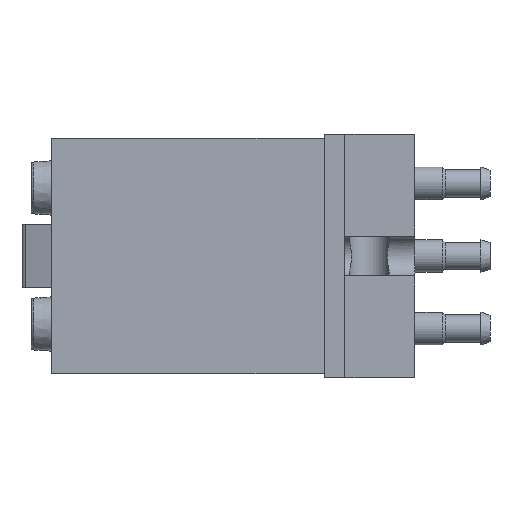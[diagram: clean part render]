
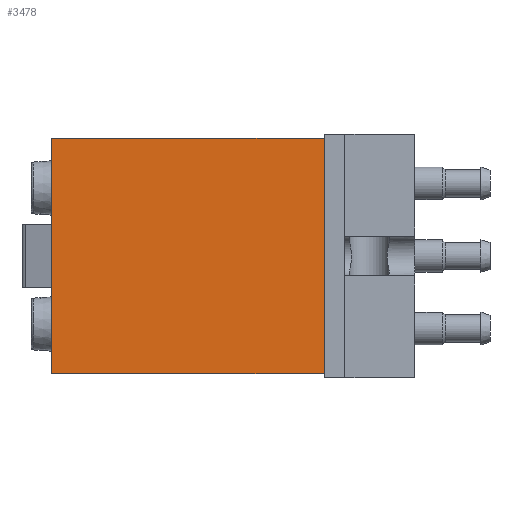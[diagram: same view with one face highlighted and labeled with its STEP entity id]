
A CAD part, left-side view. The second image highlights one B-rep face of the part: STEP entity #3478.
In plain terms, the highlighted planar face has unit normal (-1, 0, 0).
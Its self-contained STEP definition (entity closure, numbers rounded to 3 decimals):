
#192=LINE('',#5116,#370);
#193=LINE('',#5118,#371);
#194=LINE('',#5120,#372);
#195=LINE('',#5122,#373);
#370=VECTOR('',#4093,1000.);
#371=VECTOR('',#4096,1000.);
#372=VECTOR('',#4097,1000.);
#373=VECTOR('',#4098,1000.);
#653=ORIENTED_EDGE('',*,*,#1250,.F.);
#654=ORIENTED_EDGE('',*,*,#1249,.T.);
#655=ORIENTED_EDGE('',*,*,#1251,.F.);
#656=ORIENTED_EDGE('',*,*,#1252,.F.);
#1249=EDGE_CURVE('',#1543,#1544,#192,.T.);
#1250=EDGE_CURVE('',#1543,#1545,#193,.T.);
#1251=EDGE_CURVE('',#1546,#1544,#194,.T.);
#1252=EDGE_CURVE('',#1545,#1546,#195,.T.);
#1543=VERTEX_POINT('',#5113);
#1544=VERTEX_POINT('',#5115);
#1545=VERTEX_POINT('',#5119);
#1546=VERTEX_POINT('',#5121);
#1830=EDGE_LOOP('',(#653,#654,#655,#656));
#2084=FACE_BOUND('',#1830,.T.);
#2300=PLANE('',#3678);
#3478=ADVANCED_FACE('',(#2084),#2300,.F.);
#3678=AXIS2_PLACEMENT_3D('',#5117,#4094,#4095);
#4093=DIRECTION('',(0.,0.,-1.));
#4094=DIRECTION('',(1.,0.,0.));
#4095=DIRECTION('',(0.,0.,-1.));
#4096=DIRECTION('',(0.,-1.,0.));
#4097=DIRECTION('',(0.,1.,0.));
#4098=DIRECTION('',(0.,0.,-1.));
#5113=CARTESIAN_POINT('',(-24.2,40.,13.));
#5115=CARTESIAN_POINT('',(-24.2,40.,-13.));
#5116=CARTESIAN_POINT('',(-24.2,40.,13.4));
#5117=CARTESIAN_POINT('',(-24.2,40.,13.4));
#5118=CARTESIAN_POINT('',(-24.2,40.,13.));
#5119=CARTESIAN_POINT('',(-24.2,10.,13.));
#5120=CARTESIAN_POINT('',(-24.2,40.,-13.));
#5121=CARTESIAN_POINT('',(-24.2,10.,-13.));
#5122=CARTESIAN_POINT('',(-24.2,10.,13.4));
